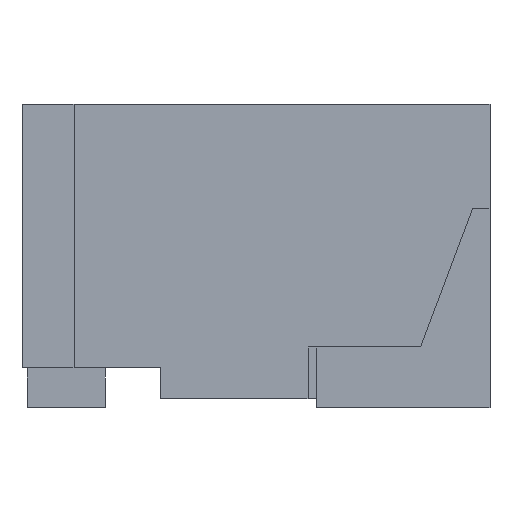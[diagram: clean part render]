
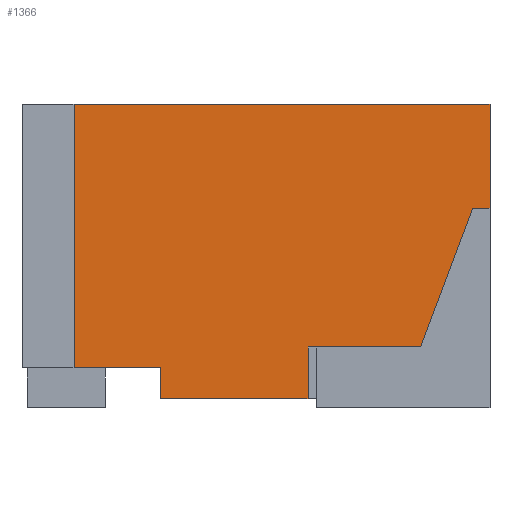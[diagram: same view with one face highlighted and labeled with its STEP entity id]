
A CAD part, left-side view. The second image highlights one B-rep face of the part: STEP entity #1366.
In plain terms, the highlighted planar face has unit normal (-1, 0, 0).
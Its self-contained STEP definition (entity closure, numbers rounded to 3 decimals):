
#49=FACE_OUTER_BOUND('',#124,.T.);
#124=EDGE_LOOP('',(#980,#981,#982,#983,#984,#985,#986,#987,#988,#989));
#191=LINE('',#1872,#373);
#231=LINE('',#1952,#413);
#242=LINE('',#1974,#424);
#263=LINE('',#2017,#445);
#264=LINE('',#2019,#446);
#265=LINE('',#2021,#447);
#266=LINE('',#2023,#448);
#267=LINE('',#2025,#449);
#268=LINE('',#2026,#450);
#269=LINE('',#2027,#451);
#373=VECTOR('',#1532,1000.);
#413=VECTOR('',#1590,1000.);
#424=VECTOR('',#1609,1000.);
#445=VECTOR('',#1650,1000.);
#446=VECTOR('',#1651,1000.);
#447=VECTOR('',#1652,1000.);
#448=VECTOR('',#1653,1000.);
#449=VECTOR('',#1654,1000.);
#450=VECTOR('',#1655,1000.);
#451=VECTOR('',#1656,1000.);
#552=VERTEX_POINT('',#1869);
#553=VERTEX_POINT('',#1871);
#584=VERTEX_POINT('',#1951);
#591=VERTEX_POINT('',#1973);
#602=VERTEX_POINT('',#2015);
#603=VERTEX_POINT('',#2016);
#604=VERTEX_POINT('',#2018);
#605=VERTEX_POINT('',#2020);
#606=VERTEX_POINT('',#2022);
#607=VERTEX_POINT('',#2024);
#675=EDGE_CURVE('',#552,#553,#191,.T.);
#715=EDGE_CURVE('',#584,#552,#231,.T.);
#726=EDGE_CURVE('',#553,#591,#242,.T.);
#747=EDGE_CURVE('',#602,#603,#263,.T.);
#748=EDGE_CURVE('',#604,#602,#264,.T.);
#749=EDGE_CURVE('',#605,#604,#265,.T.);
#750=EDGE_CURVE('',#606,#605,#266,.T.);
#751=EDGE_CURVE('',#607,#606,#267,.T.);
#752=EDGE_CURVE('',#591,#607,#268,.T.);
#753=EDGE_CURVE('',#603,#584,#269,.T.);
#980=ORIENTED_EDGE('',*,*,#747,.F.);
#981=ORIENTED_EDGE('',*,*,#748,.F.);
#982=ORIENTED_EDGE('',*,*,#749,.F.);
#983=ORIENTED_EDGE('',*,*,#750,.F.);
#984=ORIENTED_EDGE('',*,*,#751,.F.);
#985=ORIENTED_EDGE('',*,*,#752,.F.);
#986=ORIENTED_EDGE('',*,*,#726,.F.);
#987=ORIENTED_EDGE('',*,*,#675,.F.);
#988=ORIENTED_EDGE('',*,*,#715,.F.);
#989=ORIENTED_EDGE('',*,*,#753,.F.);
#1225=PLANE('',#1450);
#1366=ADVANCED_FACE('',(#49),#1225,.T.);
#1450=AXIS2_PLACEMENT_3D('',#2014,#1648,#1649);
#1532=DIRECTION('',(0.,1.,0.));
#1590=DIRECTION('',(0.,0.,1.));
#1609=DIRECTION('',(0.,0.,1.));
#1648=DIRECTION('center_axis',(-1.,0.,0.));
#1649=DIRECTION('ref_axis',(0.,0.,-1.));
#1650=DIRECTION('',(0.,0.,-1.));
#1651=DIRECTION('',(0.,1.,0.));
#1652=DIRECTION('',(0.,0.351,-0.936));
#1653=DIRECTION('',(0.,1.,0.));
#1654=DIRECTION('',(0.,0.,-1.));
#1655=DIRECTION('',(0.,-1.,0.));
#1656=DIRECTION('',(0.,1.,0.));
#1869=CARTESIAN_POINT('',(-3.1,0.53,0.23));
#1871=CARTESIAN_POINT('',(-3.1,1.03,0.23));
#1872=CARTESIAN_POINT('',(-3.1,0.53,0.23));
#1951=CARTESIAN_POINT('',(-3.1,0.53,0.05));
#1952=CARTESIAN_POINT('',(-3.1,0.53,0.05));
#1973=CARTESIAN_POINT('',(-3.1,1.03,1.75));
#1974=CARTESIAN_POINT('',(-3.1,1.03,1.75));
#2014=CARTESIAN_POINT('Origin',(-3.1,-1.37,1.75));
#2015=CARTESIAN_POINT('',(-3.1,-0.32,0.35));
#2016=CARTESIAN_POINT('',(-3.1,-0.32,0.05));
#2017=CARTESIAN_POINT('',(-3.1,-0.32,0.35));
#2018=CARTESIAN_POINT('',(-3.1,-0.97,0.35));
#2019=CARTESIAN_POINT('',(-3.1,-0.97,0.35));
#2020=CARTESIAN_POINT('',(-3.1,-1.27,1.15));
#2021=CARTESIAN_POINT('',(-3.1,-1.27,1.15));
#2022=CARTESIAN_POINT('',(-3.1,-1.37,1.15));
#2023=CARTESIAN_POINT('',(-3.1,-1.37,1.15));
#2024=CARTESIAN_POINT('',(-3.1,-1.37,1.75));
#2025=CARTESIAN_POINT('',(-3.1,-1.37,1.75));
#2026=CARTESIAN_POINT('',(-3.1,1.33,1.75));
#2027=CARTESIAN_POINT('',(-3.1,-1.37,0.05));
